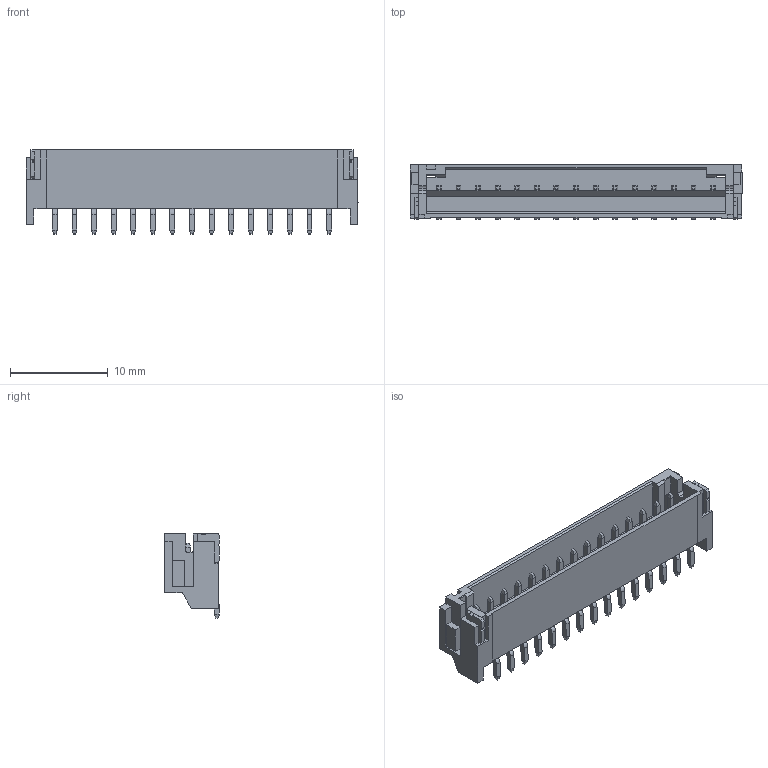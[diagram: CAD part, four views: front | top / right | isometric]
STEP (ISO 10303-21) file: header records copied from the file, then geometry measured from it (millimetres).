
FILE_DESCRIPTION (( 'STEP AP214' ), '1' );
FILE_NAME ('SxBwhite15.STEP', '2023-10-23T15:29:31', ( '' ), ( '' ), 'SwSTEP 2.0', 'SolidWorks 2021', '' );
FILE_SCHEMA (( 'AUTOMOTIVE_DESIGN' ));
Length unit declared in the file: millimetre
Products named in the file (2): SxB-PH-SM4-TB white_15; SxBwhite15
Assembly tree (1 placements, depth 2):
  SxBwhite15
    SxB-PH-SM4-TB white_15
Bounding box: 33.9 x 5.6 x 8.6 mm (x, y, z)
Volume: 526.2 mm3; surface area: 1609.6 mm2
Topology: 18 solids, 18 shells, 491 faces, 1255 edges, 796 vertices
Faces by surface type: plane 442, cylinder 49
Entity records: 14758 total; most frequent: CARTESIAN_POINT 2546, ORIENTED_EDGE 2510, DIRECTION 2343, EDGE_CURVE 1255, VECTOR 1157, LINE 1157, VERTEX_POINT 796, AXIS2_PLACEMENT_3D 593
